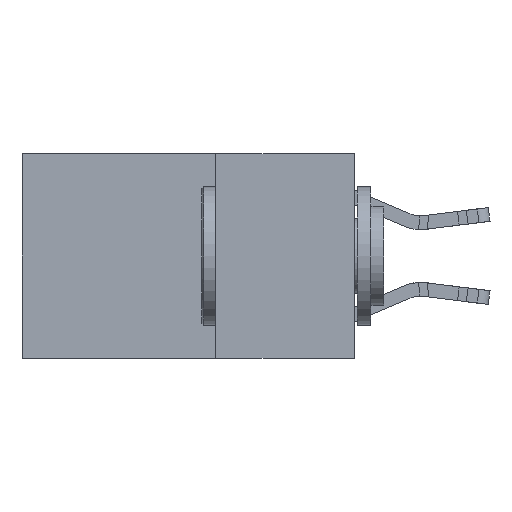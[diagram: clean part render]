
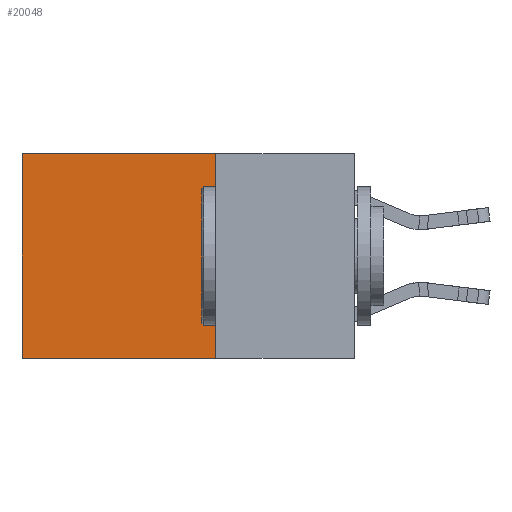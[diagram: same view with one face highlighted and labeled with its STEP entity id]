
A CAD part, left-side view. The second image highlights one B-rep face of the part: STEP entity #20048.
In plain terms, the highlighted planar face has unit normal (-1, 0, 0).
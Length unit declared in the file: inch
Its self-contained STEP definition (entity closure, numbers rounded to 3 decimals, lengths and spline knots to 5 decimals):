
#162 = EDGE_CURVE ( 'NONE', #5519, #17728, #4737, .T. ) ;
#1144 = VECTOR ( 'NONE', #23379, 39.37008 ) ;
#2526 = AXIS2_PLACEMENT_3D ( 'NONE', #22601, #17444, #17587 ) ;
#2561 = CARTESIAN_POINT ( 'NONE',  ( 0.2625, 0.6, -0.37 ) ) ;
#3155 = VECTOR ( 'NONE', #8727, 39.37008 ) ;
#4737 = LINE ( 'NONE', #24010, #1144 ) ;
#5285 = ORIENTED_EDGE ( 'NONE', *, *, #25529, .T. ) ;
#5519 = VERTEX_POINT ( 'NONE', #19404 ) ;
#6481 = ORIENTED_EDGE ( 'NONE', *, *, #23012, .T. ) ;
#6529 = CARTESIAN_POINT ( 'NONE',  ( 0.2625, 0.25, 0. ) ) ;
#7331 = EDGE_CURVE ( 'NONE', #10478, #5519, #23770, .T. ) ;
#8727 = DIRECTION ( 'NONE',  ( 0., 1., 0. ) ) ;
#10145 = VECTOR ( 'NONE', #10848, 39.37008 ) ;
#10389 = LINE ( 'NONE', #17734, #10145 ) ;
#10478 = VERTEX_POINT ( 'NONE', #12935 ) ;
#10848 = DIRECTION ( 'NONE',  ( 0., 0., -1. ) ) ;
#12935 = CARTESIAN_POINT ( 'NONE',  ( 0.2625, 0.25, 0. ) ) ;
#17444 = DIRECTION ( 'NONE',  ( 1., 0., 0. ) ) ;
#17587 = DIRECTION ( 'NONE',  ( 0., 0., -1. ) ) ;
#17728 = VERTEX_POINT ( 'NONE', #2561 ) ;
#17734 = CARTESIAN_POINT ( 'NONE',  ( 0.2625, 0.6, 0. ) ) ;
#17789 = VERTEX_POINT ( 'NONE', #19455 ) ;
#19380 = CARTESIAN_POINT ( 'NONE',  ( 0.2625, 0.25, 0. ) ) ;
#19404 = CARTESIAN_POINT ( 'NONE',  ( 0.2625, 0.25, -0.37 ) ) ;
#19455 = CARTESIAN_POINT ( 'NONE',  ( 0.2625, 0.6, 0. ) ) ;
#20048 = ADVANCED_FACE ( 'NONE', ( #29674 ), #27317, .F. ) ;
#22601 = CARTESIAN_POINT ( 'NONE',  ( 0.2625, 0.25, 0. ) ) ;
#23012 = EDGE_CURVE ( 'NONE', #17789, #17728, #10389, .T. ) ;
#23379 = DIRECTION ( 'NONE',  ( 0., 1., 0. ) ) ;
#23663 = EDGE_LOOP ( 'NONE', ( #6481, #29506, #30842, #5285 ) ) ;
#23770 = LINE ( 'NONE', #19380, #24812 ) ;
#24010 = CARTESIAN_POINT ( 'NONE',  ( 0.2625, 0.25, -0.37 ) ) ;
#24812 = VECTOR ( 'NONE', #29110, 39.37008 ) ;
#25529 = EDGE_CURVE ( 'NONE', #10478, #17789, #27867, .T. ) ;
#27317 = PLANE ( 'NONE',  #2526 ) ;
#27867 = LINE ( 'NONE', #6529, #3155 ) ;
#29110 = DIRECTION ( 'NONE',  ( 0., 0., -1. ) ) ;
#29506 = ORIENTED_EDGE ( 'NONE', *, *, #162, .F. ) ;
#29674 = FACE_OUTER_BOUND ( 'NONE', #23663, .T. ) ;
#30842 = ORIENTED_EDGE ( 'NONE', *, *, #7331, .F. ) ;
